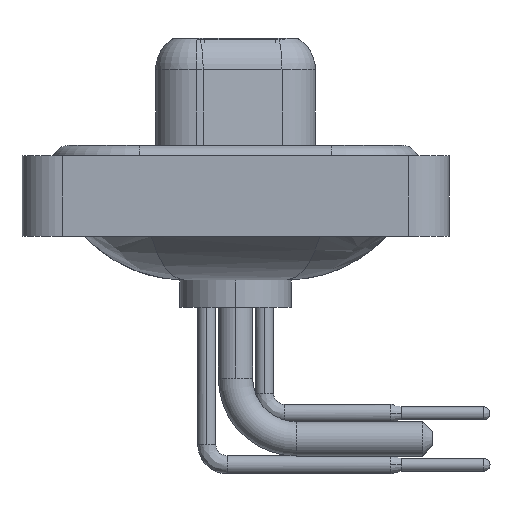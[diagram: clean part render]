
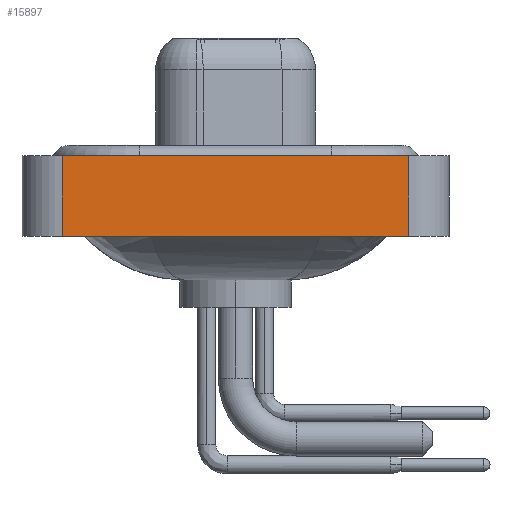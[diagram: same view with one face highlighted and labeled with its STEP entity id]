
A CAD part, left-side view. The second image highlights one B-rep face of the part: STEP entity #15897.
In plain terms, the highlighted planar face has unit normal (-1, 0, 0).
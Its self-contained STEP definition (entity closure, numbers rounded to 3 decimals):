
#283 = VERTEX_POINT ( 'NONE', #17787 ) ;
#1796 = VECTOR ( 'NONE', #11229, 1000. ) ;
#1822 = FACE_OUTER_BOUND ( 'NONE', #20576, .T. ) ;
#1865 = ORIENTED_EDGE ( 'NONE', *, *, #11477, .T. ) ;
#3677 = PLANE ( 'NONE',  #8927 ) ;
#5245 = VECTOR ( 'NONE', #23576, 1000. ) ;
#7517 = CARTESIAN_POINT ( 'NONE',  ( -7.35, -8.55, 0.4 ) ) ;
#8927 = AXIS2_PLACEMENT_3D ( 'NONE', #15493, #24580, #17374 ) ;
#10366 = DIRECTION ( 'NONE',  ( 0., -1., 0. ) ) ;
#10501 = CARTESIAN_POINT ( 'NONE',  ( -7.35, -8.55, -3.6 ) ) ;
#10930 = ORIENTED_EDGE ( 'NONE', *, *, #12215, .F. ) ;
#11229 = DIRECTION ( 'NONE',  ( 0., -1., 0. ) ) ;
#11249 = VERTEX_POINT ( 'NONE', #13831 ) ;
#11448 = CARTESIAN_POINT ( 'NONE',  ( -7.35, 8.55, -3.6 ) ) ;
#11477 = EDGE_CURVE ( 'NONE', #14102, #17683, #18096, .T. ) ;
#11563 = LINE ( 'NONE', #11448, #16693 ) ;
#12215 = EDGE_CURVE ( 'NONE', #11249, #283, #11563, .T. ) ;
#13229 = VECTOR ( 'NONE', #10366, 1000. ) ;
#13831 = CARTESIAN_POINT ( 'NONE',  ( -7.35, 8.55, -3.6 ) ) ;
#14102 = VERTEX_POINT ( 'NONE', #17520 ) ;
#15493 = CARTESIAN_POINT ( 'NONE',  ( -7.35, -8.55, -3.6 ) ) ;
#15897 = ADVANCED_FACE ( 'NONE', ( #1822 ), #3677, .T. ) ;
#15968 = ORIENTED_EDGE ( 'NONE', *, *, #22366, .T. ) ;
#16693 = VECTOR ( 'NONE', #17171, 1000. ) ;
#16835 = LINE ( 'NONE', #22580, #1796 ) ;
#17171 = DIRECTION ( 'NONE',  ( 0., 0., 1. ) ) ;
#17374 = DIRECTION ( 'NONE',  ( 0., 0., 1. ) ) ;
#17520 = CARTESIAN_POINT ( 'NONE',  ( -7.35, -8.55, -3.6 ) ) ;
#17683 = VERTEX_POINT ( 'NONE', #7517 ) ;
#17787 = CARTESIAN_POINT ( 'NONE',  ( -7.35, 8.55, 0.4 ) ) ;
#18096 = LINE ( 'NONE', #19962, #5245 ) ;
#18101 = LINE ( 'NONE', #10501, #13229 ) ;
#19962 = CARTESIAN_POINT ( 'NONE',  ( -7.35, -8.55, -3.6 ) ) ;
#20354 = ORIENTED_EDGE ( 'NONE', *, *, #21501, .F. ) ;
#20576 = EDGE_LOOP ( 'NONE', ( #1865, #20354, #10930, #15968 ) ) ;
#21501 = EDGE_CURVE ( 'NONE', #283, #17683, #16835, .T. ) ;
#22366 = EDGE_CURVE ( 'NONE', #11249, #14102, #18101, .T. ) ;
#22580 = CARTESIAN_POINT ( 'NONE',  ( -7.35, -8.55, 0.4 ) ) ;
#23576 = DIRECTION ( 'NONE',  ( 0., 0., 1. ) ) ;
#24580 = DIRECTION ( 'NONE',  ( -1., 0., 0. ) ) ;
